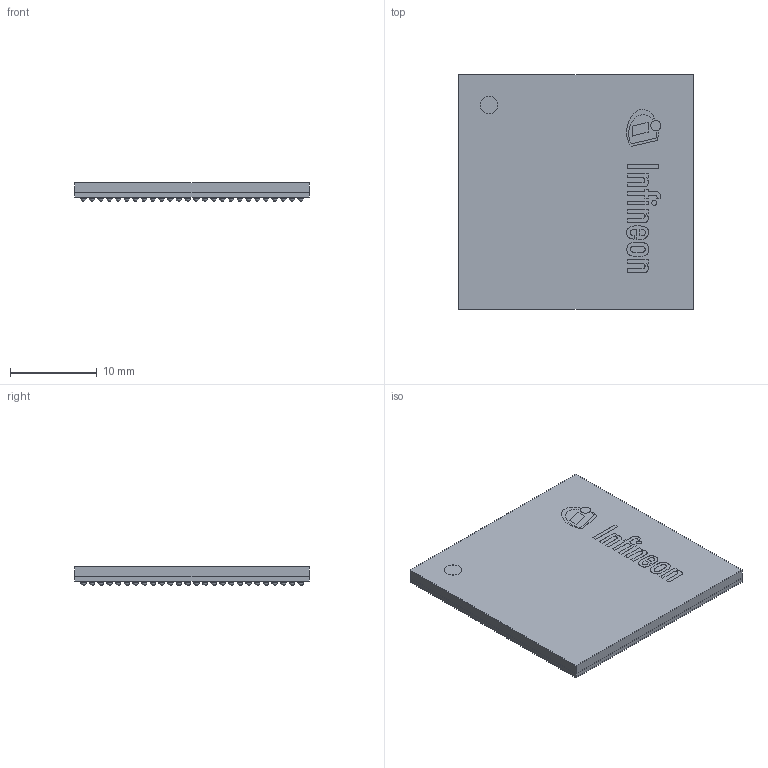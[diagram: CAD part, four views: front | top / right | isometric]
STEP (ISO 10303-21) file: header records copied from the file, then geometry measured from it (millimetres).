
FILE_DESCRIPTION(/* description */ (''),/* implementation_level */ '2;1');
FILE_NAME(/* name */ 'PG-BGA-416-29_Z8B00186640_V01_3D.stp',/* time_stamp */ '2021-03-25T20:23:14+06:00',/* author */ ('janartha'),/* organization */ (''),/* preprocessor_version */ 'ST-DEVELOPER v16.13',/* originating_system */ 'AutoCAD Mechanical',/* authorisation */ '');
FILE_SCHEMA (('AUTOMOTIVE_DESIGN { 1 0 10303 214 3 1 1 }'));
Length unit declared in the file: millimetre
Products named in the file (1): Product
Bounding box: 27 x 27 x 2.16 mm (x, y, z)
Volume: 1284.2 mm3; surface area: 5112.5 mm2
Topology: 433 solids, 433 shells, 1388 faces, 2395 edges, 1458 vertices
Faces by surface type: plane 533, cylinder 421, sphere 416, bspline 18
Full cylindrical faces by diameter (mm): 0.591 x1, 0.63 x416, 1.178 x1, 2 x2
Entity records: 24451 total; most frequent: DIRECTION 4691, CARTESIAN_POINT 3964, ORIENTED_EDGE 2286, AXIS2_PLACEMENT_3D 2213, EDGE_LOOP 1813, FACE_OUTER_BOUND 1388, ADVANCED_FACE 1388, EDGE_CURVE 1143
